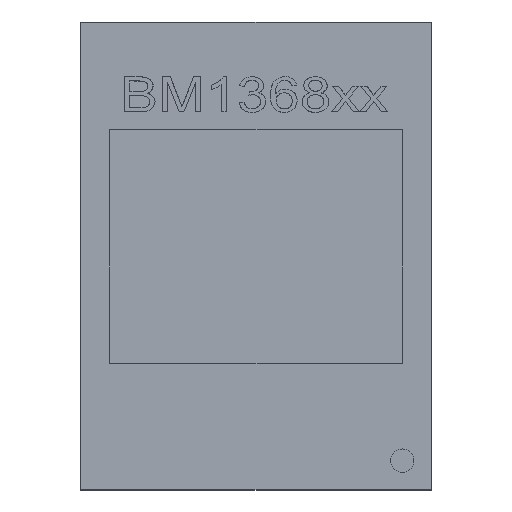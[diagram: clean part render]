
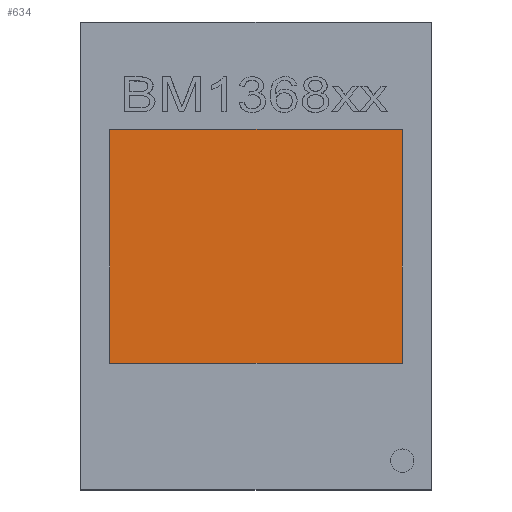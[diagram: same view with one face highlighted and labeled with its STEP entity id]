
A CAD part, top view. The second image highlights one B-rep face of the part: STEP entity #634.
In plain terms, the highlighted planar face has unit normal (0, 0, 1).
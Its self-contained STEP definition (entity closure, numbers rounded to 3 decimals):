
#377=FACE_OUTER_BOUND('',#2187,.T.);
#634=ADVANCED_FACE('',(#377),#896,.F.);
#896=PLANE('',#5037);
#1120=LINE('',#6651,#1602);
#1121=LINE('',#6654,#1603);
#1122=LINE('',#6656,#1604);
#1123=LINE('',#6658,#1605);
#1602=VECTOR('',#5263,1.);
#1603=VECTOR('',#5264,1.);
#1604=VECTOR('',#5265,1.);
#1605=VECTOR('',#5266,1.);
#2187=EDGE_LOOP('',(#2572,#2573,#2574,#2575));
#2572=ORIENTED_EDGE('',*,*,#4258,.F.);
#2573=ORIENTED_EDGE('',*,*,#4257,.F.);
#2574=ORIENTED_EDGE('',*,*,#4260,.F.);
#2575=ORIENTED_EDGE('',*,*,#4259,.F.);
#3827=VERTEX_POINT('',#6652);
#3828=VERTEX_POINT('',#6653);
#3829=VERTEX_POINT('',#6655);
#3830=VERTEX_POINT('',#6657);
#4257=EDGE_CURVE('',#3827,#3828,#1120,.T.);
#4258=EDGE_CURVE('',#3828,#3829,#1121,.T.);
#4259=EDGE_CURVE('',#3829,#3830,#1122,.T.);
#4260=EDGE_CURVE('',#3830,#3827,#1123,.T.);
#5037=AXIS2_PLACEMENT_3D('',#6736,#5291,#5292);
#5263=DIRECTION('',(1.,0.,0.));
#5264=DIRECTION('',(0.,-1.,0.));
#5265=DIRECTION('',(-1.,0.,0.));
#5266=DIRECTION('',(0.,1.,0.));
#5291=DIRECTION('',(0.,0.,-1.));
#5292=DIRECTION('',(-1.,0.,0.));
#6651=CARTESIAN_POINT('',(0.,2.163,0.65));
#6652=CARTESIAN_POINT('',(-2.5,2.163,0.65));
#6653=CARTESIAN_POINT('',(2.5,2.163,0.65));
#6654=CARTESIAN_POINT('',(2.5,0.163,0.65));
#6655=CARTESIAN_POINT('',(2.5,-1.837,0.65));
#6656=CARTESIAN_POINT('',(0.,-1.837,0.65));
#6657=CARTESIAN_POINT('',(-2.5,-1.837,0.65));
#6658=CARTESIAN_POINT('',(-2.5,0.163,0.65));
#6736=CARTESIAN_POINT('',(0.,0.,0.65));
